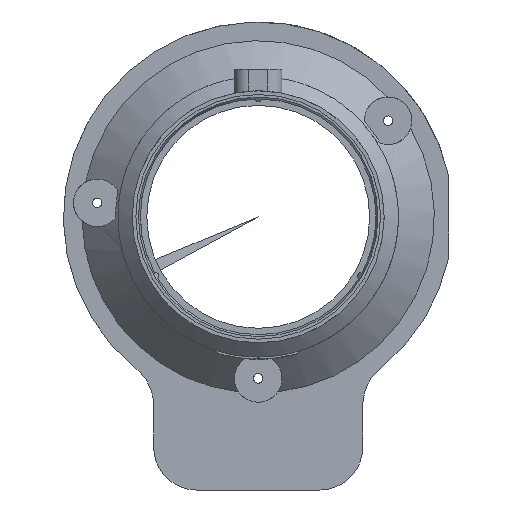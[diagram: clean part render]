
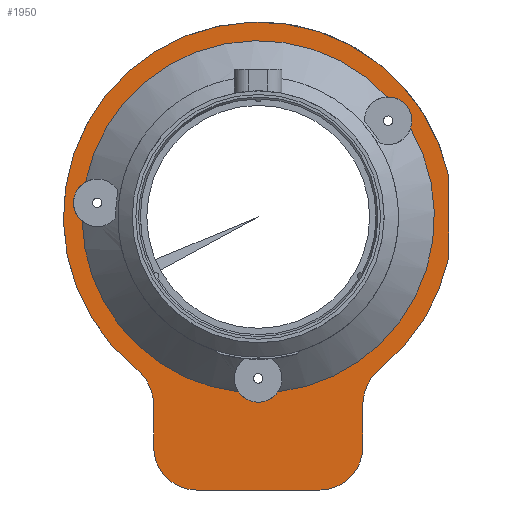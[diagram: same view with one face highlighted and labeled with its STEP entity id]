
A CAD part, front view. The second image highlights one B-rep face of the part: STEP entity #1950.
In plain terms, the highlighted planar face has unit normal (0, -1, 0).
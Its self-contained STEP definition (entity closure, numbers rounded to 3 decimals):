
#112=FACE_BOUND('',#312,.T.);
#132=PLANE('',#2127);
#192=FACE_OUTER_BOUND('',#311,.T.);
#311=EDGE_LOOP('',(#1423,#1424,#1425,#1426,#1427,#1428,#1429,#1430,#1431,
#1432));
#312=EDGE_LOOP('',(#1433,#1434,#1435,#1436,#1437,#1438));
#426=LINE('',#3287,#541);
#436=LINE('',#3350,#551);
#440=LINE('',#3362,#555);
#443=LINE('',#3376,#558);
#541=VECTOR('',#2414,10.);
#551=VECTOR('',#2454,10.);
#555=VECTOR('',#2466,10.);
#558=VECTOR('',#2485,10.);
#658=CIRCLE('',#2090,37.071);
#660=CIRCLE('',#2092,37.071);
#662=CIRCLE('',#2094,37.071);
#668=CIRCLE('',#2103,10.);
#672=CIRCLE('',#2108,41.);
#674=CIRCLE('',#2111,41.);
#676=CIRCLE('',#2114,10.);
#678=CIRCLE('',#2118,9.);
#680=CIRCLE('',#2122,9.);
#684=CIRCLE('',#2128,5.);
#685=CIRCLE('',#2129,5.);
#686=CIRCLE('',#2130,5.);
#800=VERTEX_POINT('',#3100);
#801=VERTEX_POINT('',#3113);
#804=VERTEX_POINT('',#3131);
#805=VERTEX_POINT('',#3144);
#808=VERTEX_POINT('',#3162);
#809=VERTEX_POINT('',#3175);
#819=VERTEX_POINT('',#3284);
#820=VERTEX_POINT('',#3286);
#822=VERTEX_POINT('',#3292);
#830=VERTEX_POINT('',#3328);
#833=VERTEX_POINT('',#3335);
#834=VERTEX_POINT('',#3337);
#836=VERTEX_POINT('',#3343);
#838=VERTEX_POINT('',#3349);
#840=VERTEX_POINT('',#3355);
#842=VERTEX_POINT('',#3361);
#1011=EDGE_CURVE('',#801,#800,#658,.T.);
#1015=EDGE_CURVE('',#805,#804,#660,.T.);
#1019=EDGE_CURVE('',#809,#808,#662,.T.);
#1032=EDGE_CURVE('',#820,#819,#426,.T.);
#1035=EDGE_CURVE('',#822,#820,#668,.T.);
#1044=EDGE_CURVE('',#830,#822,#672,.T.);
#1048=EDGE_CURVE('',#834,#833,#674,.T.);
#1051=EDGE_CURVE('',#836,#834,#676,.T.);
#1054=EDGE_CURVE('',#838,#836,#436,.T.);
#1057=EDGE_CURVE('',#840,#838,#678,.T.);
#1060=EDGE_CURVE('',#842,#840,#440,.T.);
#1063=EDGE_CURVE('',#819,#842,#680,.T.);
#1068=EDGE_CURVE('',#833,#830,#443,.T.);
#1069=EDGE_CURVE('',#808,#805,#684,.T.);
#1070=EDGE_CURVE('',#804,#801,#685,.T.);
#1071=EDGE_CURVE('',#800,#809,#686,.T.);
#1423=ORIENTED_EDGE('',*,*,#1032,.T.);
#1424=ORIENTED_EDGE('',*,*,#1063,.T.);
#1425=ORIENTED_EDGE('',*,*,#1060,.T.);
#1426=ORIENTED_EDGE('',*,*,#1057,.T.);
#1427=ORIENTED_EDGE('',*,*,#1054,.T.);
#1428=ORIENTED_EDGE('',*,*,#1051,.T.);
#1429=ORIENTED_EDGE('',*,*,#1048,.T.);
#1430=ORIENTED_EDGE('',*,*,#1068,.T.);
#1431=ORIENTED_EDGE('',*,*,#1044,.T.);
#1432=ORIENTED_EDGE('',*,*,#1035,.T.);
#1433=ORIENTED_EDGE('',*,*,#1019,.T.);
#1434=ORIENTED_EDGE('',*,*,#1069,.T.);
#1435=ORIENTED_EDGE('',*,*,#1015,.T.);
#1436=ORIENTED_EDGE('',*,*,#1070,.T.);
#1437=ORIENTED_EDGE('',*,*,#1011,.T.);
#1438=ORIENTED_EDGE('',*,*,#1071,.T.);
#1950=ADVANCED_FACE('',(#192,#112),#132,.T.);
#2090=AXIS2_PLACEMENT_3D('',#3114,#2389,#2390);
#2092=AXIS2_PLACEMENT_3D('',#3145,#2393,#2394);
#2094=AXIS2_PLACEMENT_3D('',#3176,#2397,#2398);
#2103=AXIS2_PLACEMENT_3D('',#3293,#2420,#2421);
#2108=AXIS2_PLACEMENT_3D('',#3329,#2433,#2434);
#2111=AXIS2_PLACEMENT_3D('',#3338,#2441,#2442);
#2114=AXIS2_PLACEMENT_3D('',#3344,#2448,#2449);
#2118=AXIS2_PLACEMENT_3D('',#3356,#2460,#2461);
#2122=AXIS2_PLACEMENT_3D('',#3366,#2472,#2473);
#2127=AXIS2_PLACEMENT_3D('',#3375,#2483,#2484);
#2128=AXIS2_PLACEMENT_3D('',#3377,#2486,#2487);
#2129=AXIS2_PLACEMENT_3D('',#3378,#2488,#2489);
#2130=AXIS2_PLACEMENT_3D('',#3379,#2490,#2491);
#2389=DIRECTION('center_axis',(0.,1.,0.));
#2390=DIRECTION('ref_axis',(0.,0.,-1.));
#2393=DIRECTION('center_axis',(0.,1.,0.));
#2394=DIRECTION('ref_axis',(0.,0.,-1.));
#2397=DIRECTION('center_axis',(0.,1.,0.));
#2398=DIRECTION('ref_axis',(0.,0.,-1.));
#2414=DIRECTION('',(0.,0.,-1.));
#2420=DIRECTION('center_axis',(0.,1.,0.));
#2421=DIRECTION('ref_axis',(1.,0.,0.));
#2433=DIRECTION('center_axis',(0.,-1.,0.));
#2434=DIRECTION('ref_axis',(0.977,0.,0.213));
#2441=DIRECTION('center_axis',(0.,-1.,0.));
#2442=DIRECTION('ref_axis',(0.627,0.,-0.779));
#2448=DIRECTION('center_axis',(0.,1.,0.));
#2449=DIRECTION('ref_axis',(-0.627,0.,0.779));
#2454=DIRECTION('',(0.,0.,1.));
#2460=DIRECTION('center_axis',(0.,-1.,0.));
#2461=DIRECTION('ref_axis',(0.,0.,-1.));
#2466=DIRECTION('',(1.,0.,0.));
#2472=DIRECTION('center_axis',(0.,-1.,0.));
#2473=DIRECTION('ref_axis',(-1.,0.,0.));
#2483=DIRECTION('center_axis',(0.,-1.,0.));
#2484=DIRECTION('ref_axis',(1.,0.,0.));
#2485=DIRECTION('',(0.,0.,1.));
#2486=DIRECTION('center_axis',(0.,1.,0.));
#2487=DIRECTION('ref_axis',(0.966,0.,0.259));
#2488=DIRECTION('center_axis',(0.,1.,0.));
#2489=DIRECTION('ref_axis',(0.972,0.,-0.233));
#2490=DIRECTION('center_axis',(0.,1.,0.));
#2491=DIRECTION('ref_axis',(0.766,0.,-0.643));
#3100=CARTESIAN_POINT('',(4.114,-51.5,-36.842));
#3113=CARTESIAN_POINT('',(32.063,-51.5,18.608));
#3114=CARTESIAN_POINT('Origin',(0.,-51.5,0.));
#3131=CARTESIAN_POINT('',(27.169,-51.5,25.221));
#3144=CARTESIAN_POINT('',(-36.343,-51.5,7.309));
#3145=CARTESIAN_POINT('Origin',(0.,-51.5,0.));
#3162=CARTESIAN_POINT('',(-37.06,-51.5,-0.887));
#3175=CARTESIAN_POINT('',(-4.114,-51.5,-36.842));
#3176=CARTESIAN_POINT('Origin',(0.,-51.5,0.));
#3284=CARTESIAN_POINT('',(-22.,-51.5,-48.481));
#3286=CARTESIAN_POINT('',(-22.,-51.5,-39.711));
#3287=CARTESIAN_POINT('',(-22.,-51.5,-39.711));
#3292=CARTESIAN_POINT('',(-25.725,-51.5,-31.925));
#3293=CARTESIAN_POINT('Origin',(-32.,-51.5,-39.711));
#3328=CARTESIAN_POINT('',(40.062,-51.5,8.718));
#3329=CARTESIAN_POINT('Origin',(0.,-51.5,0.));
#3335=CARTESIAN_POINT('',(40.062,-51.5,-8.718));
#3337=CARTESIAN_POINT('',(25.725,-51.5,-31.925));
#3338=CARTESIAN_POINT('Origin',(0.,-51.5,0.));
#3343=CARTESIAN_POINT('',(22.,-51.5,-39.711));
#3344=CARTESIAN_POINT('Origin',(32.,-51.5,-39.711));
#3349=CARTESIAN_POINT('',(22.,-51.5,-48.481));
#3350=CARTESIAN_POINT('',(22.,-51.5,-48.481));
#3355=CARTESIAN_POINT('',(13.,-51.5,-57.481));
#3356=CARTESIAN_POINT('Origin',(13.,-51.5,-48.481));
#3361=CARTESIAN_POINT('',(-13.,-51.5,-57.481));
#3362=CARTESIAN_POINT('',(-13.,-51.5,-57.481));
#3366=CARTESIAN_POINT('Origin',(-13.,-51.5,-48.481));
#3375=CARTESIAN_POINT('Origin',(-0.469,-51.5,-8.241));
#3376=CARTESIAN_POINT('',(40.062,-51.5,-8.718));
#3377=CARTESIAN_POINT('Origin',(-33.871,-51.5,2.963));
#3378=CARTESIAN_POINT('Origin',(27.331,-51.5,20.224));
#3379=CARTESIAN_POINT('Origin',(0.,-51.5,-34.));
